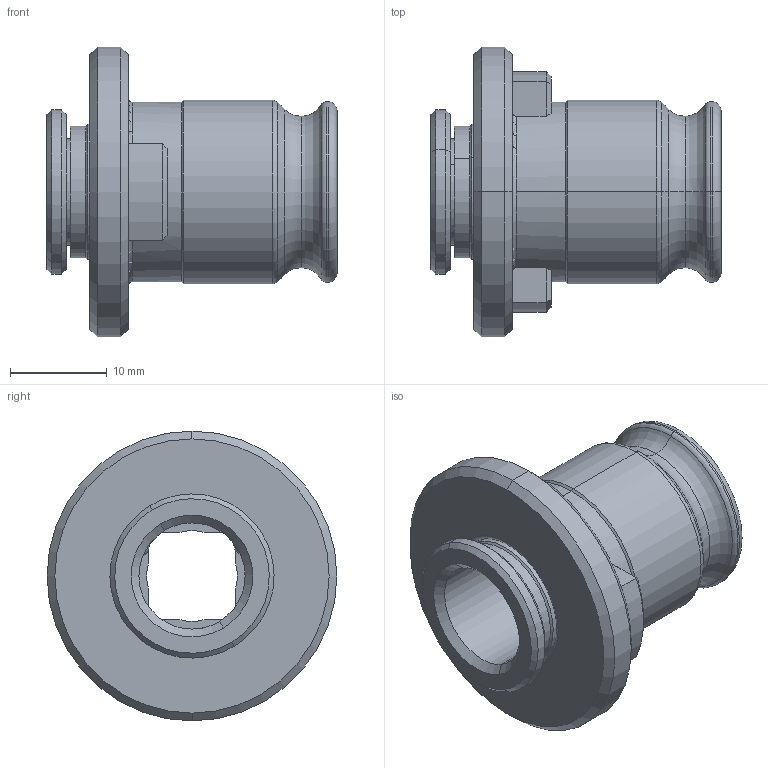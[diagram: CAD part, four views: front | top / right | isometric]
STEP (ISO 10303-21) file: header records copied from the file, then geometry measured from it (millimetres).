
FILE_DESCRIPTION (( 'STEP AP203' ), '1' );
FILE_NAME ('11-S.16.01.119.STEP', '2019-04-16T05:39:16', ( 'Acer' ), ( '' ), 'SwSTEP 2.0', 'SolidWorks 2018', '' );
FILE_SCHEMA (( 'CONFIG_CONTROL_DESIGN' ));
Length unit declared in the file: millimetre
Products named in the file (1): 11-S.16.01.119
Bounding box: 30.03 x 30 x 30 mm (x, y, z)
Surface area: 4110.6 mm2 (no closed solid volume)
Topology: 0 solids, 6 shells, 92 faces, 241 edges, 149 vertices
Faces by surface type: cylinder 27, plane 26, cone 18, torus 17, sphere 4
Entity records: 2924 total; most frequent: CARTESIAN_POINT 631, DIRECTION 509, ORIENTED_EDGE 413, EDGE_CURVE 231, AXIS2_PLACEMENT_3D 207, VERTEX_POINT 143, CIRCLE 114, EDGE_LOOP 99
